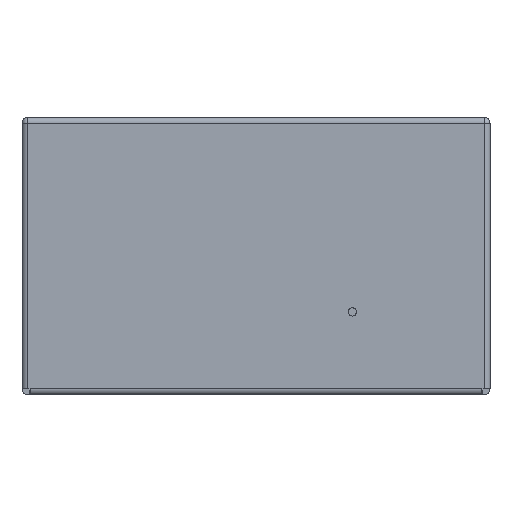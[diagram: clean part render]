
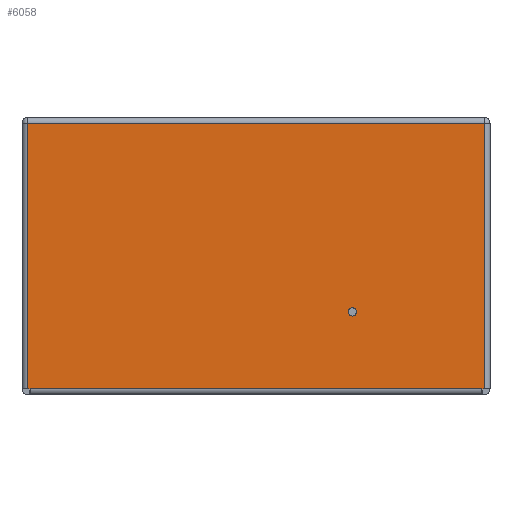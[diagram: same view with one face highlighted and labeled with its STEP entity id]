
A CAD part, front view. The second image highlights one B-rep face of the part: STEP entity #6058.
In plain terms, the highlighted planar face has unit normal (0, -1, 0).
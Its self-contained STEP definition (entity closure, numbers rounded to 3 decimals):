
#107 = CYLINDRICAL_SURFACE('',#108,1.99);
#108 = AXIS2_PLACEMENT_3D('',#109,#110,#111);
#109 = CARTESIAN_POINT('',(0.,1.99,98.61));
#110 = DIRECTION('',(-1.,0.,0.));
#111 = DIRECTION('',(0.,-1.,0.));
#815 = VERTEX_POINT('',#816);
#816 = CARTESIAN_POINT('',(-1.99,-0.,98.61));
#838 = VERTEX_POINT('',#839);
#839 = CARTESIAN_POINT('',(-168.01,-0.,98.61));
#866 = EDGE_CURVE('',#815,#838,#867,.T.);
#867 = SURFACE_CURVE('',#868,(#872,#879),.PCURVE_S1.);
#868 = LINE('',#869,#870);
#869 = CARTESIAN_POINT('',(0.,0.,98.61));
#870 = VECTOR('',#871,1.);
#871 = DIRECTION('',(-1.,0.,0.));
#872 = PCURVE('',#107,#873);
#873 = DEFINITIONAL_REPRESENTATION('',(#874),#878);
#874 = LINE('',#875,#876);
#875 = CARTESIAN_POINT('',(0.,0.));
#876 = VECTOR('',#877,1.);
#877 = DIRECTION('',(0.,1.));
#878 = ( GEOMETRIC_REPRESENTATION_CONTEXT(2) 
PARAMETRIC_REPRESENTATION_CONTEXT() REPRESENTATION_CONTEXT('2D SPACE',''
  ) );
#879 = PCURVE('',#880,#885);
#880 = PLANE('',#881);
#881 = AXIS2_PLACEMENT_3D('',#882,#883,#884);
#882 = CARTESIAN_POINT('',(0.,0.,0.));
#883 = DIRECTION('',(0.,-1.,0.));
#884 = DIRECTION('',(-1.,0.,0.));
#885 = DEFINITIONAL_REPRESENTATION('',(#886),#890);
#886 = LINE('',#887,#888);
#887 = CARTESIAN_POINT('',(0.,-98.61));
#888 = VECTOR('',#889,1.);
#889 = DIRECTION('',(1.,0.));
#890 = ( GEOMETRIC_REPRESENTATION_CONTEXT(2) 
PARAMETRIC_REPRESENTATION_CONTEXT() REPRESENTATION_CONTEXT('2D SPACE',''
  ) );
#1709 = CYLINDRICAL_SURFACE('',#1710,1.99);
#1710 = AXIS2_PLACEMENT_3D('',#1711,#1712,#1713);
#1711 = CARTESIAN_POINT('',(-1.99,1.99,2.));
#1712 = DIRECTION('',(0.,0.,1.));
#1713 = DIRECTION('',(0.,-1.,0.));
#1737 = PLANE('',#1738);
#1738 = AXIS2_PLACEMENT_3D('',#1739,#1740,#1741);
#1739 = CARTESIAN_POINT('',(-85.,240.,2.));
#1740 = DIRECTION('',(0.,0.,1.));
#1741 = DIRECTION('',(1.,0.,0.));
#6058 = ADVANCED_FACE('',(#6059,#6246),#880,.T.);
#6059 = FACE_BOUND('',#6060,.T.);
#6060 = EDGE_LOOP('',(#6061,#6086,#6107,#6108,#6136,#6164,#6192,#6220));
#6061 = ORIENTED_EDGE('',*,*,#6062,.F.);
#6062 = EDGE_CURVE('',#6063,#6065,#6067,.T.);
#6063 = VERTEX_POINT('',#6064);
#6064 = CARTESIAN_POINT('',(-1.99,-0.,2.));
#6065 = VERTEX_POINT('',#6066);
#6066 = CARTESIAN_POINT('',(-3.,-0.,2.));
#6067 = SURFACE_CURVE('',#6068,(#6072,#6079),.PCURVE_S1.);
#6068 = LINE('',#6069,#6070);
#6069 = CARTESIAN_POINT('',(0.,0.,2.));
#6070 = VECTOR('',#6071,1.);
#6071 = DIRECTION('',(-1.,0.,0.));
#6072 = PCURVE('',#880,#6073);
#6073 = DEFINITIONAL_REPRESENTATION('',(#6074),#6078);
#6074 = LINE('',#6075,#6076);
#6075 = CARTESIAN_POINT('',(0.,-2.));
#6076 = VECTOR('',#6077,1.);
#6077 = DIRECTION('',(1.,0.));
#6078 = ( GEOMETRIC_REPRESENTATION_CONTEXT(2) 
PARAMETRIC_REPRESENTATION_CONTEXT() REPRESENTATION_CONTEXT('2D SPACE',''
  ) );
#6079 = PCURVE('',#1737,#6080);
#6080 = DEFINITIONAL_REPRESENTATION('',(#6081),#6085);
#6081 = LINE('',#6082,#6083);
#6082 = CARTESIAN_POINT('',(85.,-240.));
#6083 = VECTOR('',#6084,1.);
#6084 = DIRECTION('',(-1.,0.));
#6085 = ( GEOMETRIC_REPRESENTATION_CONTEXT(2) 
PARAMETRIC_REPRESENTATION_CONTEXT() REPRESENTATION_CONTEXT('2D SPACE',''
  ) );
#6086 = ORIENTED_EDGE('',*,*,#6087,.T.);
#6087 = EDGE_CURVE('',#6063,#815,#6088,.T.);
#6088 = SURFACE_CURVE('',#6089,(#6093,#6100),.PCURVE_S1.);
#6089 = LINE('',#6090,#6091);
#6090 = CARTESIAN_POINT('',(-1.99,0.,2.));
#6091 = VECTOR('',#6092,1.);
#6092 = DIRECTION('',(0.,0.,1.));
#6093 = PCURVE('',#880,#6094);
#6094 = DEFINITIONAL_REPRESENTATION('',(#6095),#6099);
#6095 = LINE('',#6096,#6097);
#6096 = CARTESIAN_POINT('',(1.99,-2.));
#6097 = VECTOR('',#6098,1.);
#6098 = DIRECTION('',(0.,-1.));
#6099 = ( GEOMETRIC_REPRESENTATION_CONTEXT(2) 
PARAMETRIC_REPRESENTATION_CONTEXT() REPRESENTATION_CONTEXT('2D SPACE',''
  ) );
#6100 = PCURVE('',#1709,#6101);
#6101 = DEFINITIONAL_REPRESENTATION('',(#6102),#6106);
#6102 = LINE('',#6103,#6104);
#6103 = CARTESIAN_POINT('',(0.,0.));
#6104 = VECTOR('',#6105,1.);
#6105 = DIRECTION('',(0.,1.));
#6106 = ( GEOMETRIC_REPRESENTATION_CONTEXT(2) 
PARAMETRIC_REPRESENTATION_CONTEXT() REPRESENTATION_CONTEXT('2D SPACE',''
  ) );
#6107 = ORIENTED_EDGE('',*,*,#866,.T.);
#6108 = ORIENTED_EDGE('',*,*,#6109,.F.);
#6109 = EDGE_CURVE('',#6110,#838,#6112,.T.);
#6110 = VERTEX_POINT('',#6111);
#6111 = CARTESIAN_POINT('',(-168.01,-0.,2.));
#6112 = SURFACE_CURVE('',#6113,(#6117,#6124),.PCURVE_S1.);
#6113 = LINE('',#6114,#6115);
#6114 = CARTESIAN_POINT('',(-168.01,0.,2.));
#6115 = VECTOR('',#6116,1.);
#6116 = DIRECTION('',(0.,0.,1.));
#6117 = PCURVE('',#880,#6118);
#6118 = DEFINITIONAL_REPRESENTATION('',(#6119),#6123);
#6119 = LINE('',#6120,#6121);
#6120 = CARTESIAN_POINT('',(168.01,-2.));
#6121 = VECTOR('',#6122,1.);
#6122 = DIRECTION('',(0.,-1.));
#6123 = ( GEOMETRIC_REPRESENTATION_CONTEXT(2) 
PARAMETRIC_REPRESENTATION_CONTEXT() REPRESENTATION_CONTEXT('2D SPACE',''
  ) );
#6124 = PCURVE('',#6125,#6130);
#6125 = CYLINDRICAL_SURFACE('',#6126,1.99);
#6126 = AXIS2_PLACEMENT_3D('',#6127,#6128,#6129);
#6127 = CARTESIAN_POINT('',(-168.01,1.99,2.));
#6128 = DIRECTION('',(0.,0.,1.));
#6129 = DIRECTION('',(0.,-1.,0.));
#6130 = DEFINITIONAL_REPRESENTATION('',(#6131),#6135);
#6131 = LINE('',#6132,#6133);
#6132 = CARTESIAN_POINT('',(-0.,0.));
#6133 = VECTOR('',#6134,1.);
#6134 = DIRECTION('',(-0.,1.));
#6135 = ( GEOMETRIC_REPRESENTATION_CONTEXT(2) 
PARAMETRIC_REPRESENTATION_CONTEXT() REPRESENTATION_CONTEXT('2D SPACE',''
  ) );
#6136 = ORIENTED_EDGE('',*,*,#6137,.T.);
#6137 = EDGE_CURVE('',#6110,#6138,#6140,.T.);
#6138 = VERTEX_POINT('',#6139);
#6139 = CARTESIAN_POINT('',(-167.,-0.,2.));
#6140 = SURFACE_CURVE('',#6141,(#6145,#6152),.PCURVE_S1.);
#6141 = LINE('',#6142,#6143);
#6142 = CARTESIAN_POINT('',(-170.,0.,2.));
#6143 = VECTOR('',#6144,1.);
#6144 = DIRECTION('',(1.,0.,0.));
#6145 = PCURVE('',#880,#6146);
#6146 = DEFINITIONAL_REPRESENTATION('',(#6147),#6151);
#6147 = LINE('',#6148,#6149);
#6148 = CARTESIAN_POINT('',(170.,-2.));
#6149 = VECTOR('',#6150,1.);
#6150 = DIRECTION('',(-1.,-0.));
#6151 = ( GEOMETRIC_REPRESENTATION_CONTEXT(2) 
PARAMETRIC_REPRESENTATION_CONTEXT() REPRESENTATION_CONTEXT('2D SPACE',''
  ) );
#6152 = PCURVE('',#6153,#6158);
#6153 = PLANE('',#6154);
#6154 = AXIS2_PLACEMENT_3D('',#6155,#6156,#6157);
#6155 = CARTESIAN_POINT('',(-85.,240.,2.));
#6156 = DIRECTION('',(0.,0.,1.));
#6157 = DIRECTION('',(1.,0.,0.));
#6158 = DEFINITIONAL_REPRESENTATION('',(#6159),#6163);
#6159 = LINE('',#6160,#6161);
#6160 = CARTESIAN_POINT('',(-85.,-240.));
#6161 = VECTOR('',#6162,1.);
#6162 = DIRECTION('',(1.,0.));
#6163 = ( GEOMETRIC_REPRESENTATION_CONTEXT(2) 
PARAMETRIC_REPRESENTATION_CONTEXT() REPRESENTATION_CONTEXT('2D SPACE',''
  ) );
#6164 = ORIENTED_EDGE('',*,*,#6165,.F.);
#6165 = EDGE_CURVE('',#6166,#6138,#6168,.T.);
#6166 = VERTEX_POINT('',#6167);
#6167 = CARTESIAN_POINT('',(-167.,-0.,1.99));
#6168 = SURFACE_CURVE('',#6169,(#6173,#6180),.PCURVE_S1.);
#6169 = LINE('',#6170,#6171);
#6170 = CARTESIAN_POINT('',(-167.,0.,0.));
#6171 = VECTOR('',#6172,1.);
#6172 = DIRECTION('',(0.,0.,1.));
#6173 = PCURVE('',#880,#6174);
#6174 = DEFINITIONAL_REPRESENTATION('',(#6175),#6179);
#6175 = LINE('',#6176,#6177);
#6176 = CARTESIAN_POINT('',(167.,0.));
#6177 = VECTOR('',#6178,1.);
#6178 = DIRECTION('',(0.,-1.));
#6179 = ( GEOMETRIC_REPRESENTATION_CONTEXT(2) 
PARAMETRIC_REPRESENTATION_CONTEXT() REPRESENTATION_CONTEXT('2D SPACE',''
  ) );
#6180 = PCURVE('',#6181,#6186);
#6181 = PLANE('',#6182);
#6182 = AXIS2_PLACEMENT_3D('',#6183,#6184,#6185);
#6183 = CARTESIAN_POINT('',(-167.,0.,0.));
#6184 = DIRECTION('',(-1.,0.,0.));
#6185 = DIRECTION('',(0.,1.,0.));
#6186 = DEFINITIONAL_REPRESENTATION('',(#6187),#6191);
#6187 = LINE('',#6188,#6189);
#6188 = CARTESIAN_POINT('',(0.,0.));
#6189 = VECTOR('',#6190,1.);
#6190 = DIRECTION('',(0.,-1.));
#6191 = ( GEOMETRIC_REPRESENTATION_CONTEXT(2) 
PARAMETRIC_REPRESENTATION_CONTEXT() REPRESENTATION_CONTEXT('2D SPACE',''
  ) );
#6192 = ORIENTED_EDGE('',*,*,#6193,.F.);
#6193 = EDGE_CURVE('',#6194,#6166,#6196,.T.);
#6194 = VERTEX_POINT('',#6195);
#6195 = CARTESIAN_POINT('',(-3.,-0.,1.99));
#6196 = SURFACE_CURVE('',#6197,(#6201,#6208),.PCURVE_S1.);
#6197 = LINE('',#6198,#6199);
#6198 = CARTESIAN_POINT('',(-3.,0.,1.99));
#6199 = VECTOR('',#6200,1.);
#6200 = DIRECTION('',(-1.,0.,0.));
#6201 = PCURVE('',#880,#6202);
#6202 = DEFINITIONAL_REPRESENTATION('',(#6203),#6207);
#6203 = LINE('',#6204,#6205);
#6204 = CARTESIAN_POINT('',(3.,-1.99));
#6205 = VECTOR('',#6206,1.);
#6206 = DIRECTION('',(1.,0.));
#6207 = ( GEOMETRIC_REPRESENTATION_CONTEXT(2) 
PARAMETRIC_REPRESENTATION_CONTEXT() REPRESENTATION_CONTEXT('2D SPACE',''
  ) );
#6208 = PCURVE('',#6209,#6214);
#6209 = CYLINDRICAL_SURFACE('',#6210,1.99);
#6210 = AXIS2_PLACEMENT_3D('',#6211,#6212,#6213);
#6211 = CARTESIAN_POINT('',(-3.,1.99,1.99));
#6212 = DIRECTION('',(-1.,0.,0.));
#6213 = DIRECTION('',(0.,-1.,0.));
#6214 = DEFINITIONAL_REPRESENTATION('',(#6215),#6219);
#6215 = LINE('',#6216,#6217);
#6216 = CARTESIAN_POINT('',(-0.,0.));
#6217 = VECTOR('',#6218,1.);
#6218 = DIRECTION('',(-0.,1.));
#6219 = ( GEOMETRIC_REPRESENTATION_CONTEXT(2) 
PARAMETRIC_REPRESENTATION_CONTEXT() REPRESENTATION_CONTEXT('2D SPACE',''
  ) );
#6220 = ORIENTED_EDGE('',*,*,#6221,.T.);
#6221 = EDGE_CURVE('',#6194,#6065,#6222,.T.);
#6222 = SURFACE_CURVE('',#6223,(#6227,#6234),.PCURVE_S1.);
#6223 = LINE('',#6224,#6225);
#6224 = CARTESIAN_POINT('',(-3.,0.,0.));
#6225 = VECTOR('',#6226,1.);
#6226 = DIRECTION('',(0.,0.,1.));
#6227 = PCURVE('',#880,#6228);
#6228 = DEFINITIONAL_REPRESENTATION('',(#6229),#6233);
#6229 = LINE('',#6230,#6231);
#6230 = CARTESIAN_POINT('',(3.,0.));
#6231 = VECTOR('',#6232,1.);
#6232 = DIRECTION('',(0.,-1.));
#6233 = ( GEOMETRIC_REPRESENTATION_CONTEXT(2) 
PARAMETRIC_REPRESENTATION_CONTEXT() REPRESENTATION_CONTEXT('2D SPACE',''
  ) );
#6234 = PCURVE('',#6235,#6240);
#6235 = PLANE('',#6236);
#6236 = AXIS2_PLACEMENT_3D('',#6237,#6238,#6239);
#6237 = CARTESIAN_POINT('',(-3.,0.,0.));
#6238 = DIRECTION('',(-1.,0.,0.));
#6239 = DIRECTION('',(0.,1.,0.));
#6240 = DEFINITIONAL_REPRESENTATION('',(#6241),#6245);
#6241 = LINE('',#6242,#6243);
#6242 = CARTESIAN_POINT('',(0.,0.));
#6243 = VECTOR('',#6244,1.);
#6244 = DIRECTION('',(0.,-1.));
#6245 = ( GEOMETRIC_REPRESENTATION_CONTEXT(2) 
PARAMETRIC_REPRESENTATION_CONTEXT() REPRESENTATION_CONTEXT('2D SPACE',''
  ) );
#6246 = FACE_BOUND('',#6247,.T.);
#6247 = EDGE_LOOP('',(#6248));
#6248 = ORIENTED_EDGE('',*,*,#6249,.F.);
#6249 = EDGE_CURVE('',#6250,#6250,#6252,.T.);
#6250 = VERTEX_POINT('',#6251);
#6251 = CARTESIAN_POINT('',(-48.5,0.,30.));
#6252 = SURFACE_CURVE('',#6253,(#6258,#6265),.PCURVE_S1.);
#6253 = CIRCLE('',#6254,1.5);
#6254 = AXIS2_PLACEMENT_3D('',#6255,#6256,#6257);
#6255 = CARTESIAN_POINT('',(-50.,0.,30.));
#6256 = DIRECTION('',(0.,-1.,0.));
#6257 = DIRECTION('',(1.,0.,0.));
#6258 = PCURVE('',#880,#6259);
#6259 = DEFINITIONAL_REPRESENTATION('',(#6260),#6264);
#6260 = CIRCLE('',#6261,1.5);
#6261 = AXIS2_PLACEMENT_2D('',#6262,#6263);
#6262 = CARTESIAN_POINT('',(50.,-30.));
#6263 = DIRECTION('',(-1.,-0.));
#6264 = ( GEOMETRIC_REPRESENTATION_CONTEXT(2) 
PARAMETRIC_REPRESENTATION_CONTEXT() REPRESENTATION_CONTEXT('2D SPACE',''
  ) );
#6265 = PCURVE('',#6266,#6271);
#6266 = CYLINDRICAL_SURFACE('',#6267,1.5);
#6267 = AXIS2_PLACEMENT_3D('',#6268,#6269,#6270);
#6268 = CARTESIAN_POINT('',(-50.,0.,30.));
#6269 = DIRECTION('',(0.,-1.,0.));
#6270 = DIRECTION('',(1.,0.,0.));
#6271 = DEFINITIONAL_REPRESENTATION('',(#6272),#6276);
#6272 = LINE('',#6273,#6274);
#6273 = CARTESIAN_POINT('',(0.,0.));
#6274 = VECTOR('',#6275,1.);
#6275 = DIRECTION('',(1.,0.));
#6276 = ( GEOMETRIC_REPRESENTATION_CONTEXT(2) 
PARAMETRIC_REPRESENTATION_CONTEXT() REPRESENTATION_CONTEXT('2D SPACE',''
  ) );
